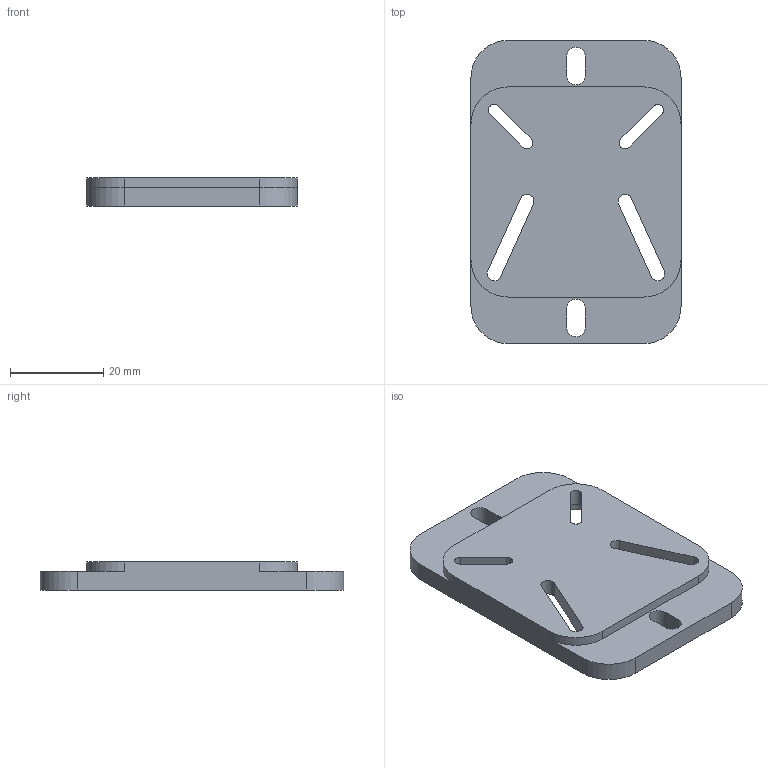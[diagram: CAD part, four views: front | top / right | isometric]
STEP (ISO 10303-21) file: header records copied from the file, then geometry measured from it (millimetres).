
FILE_DESCRIPTION (( 'STEP AP203' ), '1' );
FILE_NAME ('OAK_FCC_HOLDER.STEP', '2022-09-15T10:14:53', ( '' ), ( '' ), 'SwSTEP 2.0', 'SolidWorks 2021', '' );
FILE_SCHEMA (( 'CONFIG_CONTROL_DESIGN' ));
Length unit declared in the file: millimetre
Products named in the file (1): OAK_FCC_HOLDER
Bounding box: 45 x 65 x 6 mm (x, y, z)
Volume: 10443.8 mm3; surface area: 7489.8 mm2
Topology: 1 solids, 1 shells, 56 faces, 159 edges, 106 vertices
Faces by surface type: cylinder 29, plane 27
Entity records: 1942 total; most frequent: DIRECTION 331, CARTESIAN_POINT 322, ORIENTED_EDGE 318, EDGE_CURVE 159, AXIS2_PLACEMENT_3D 115, VERTEX_POINT 106, LINE 101, VECTOR 101
